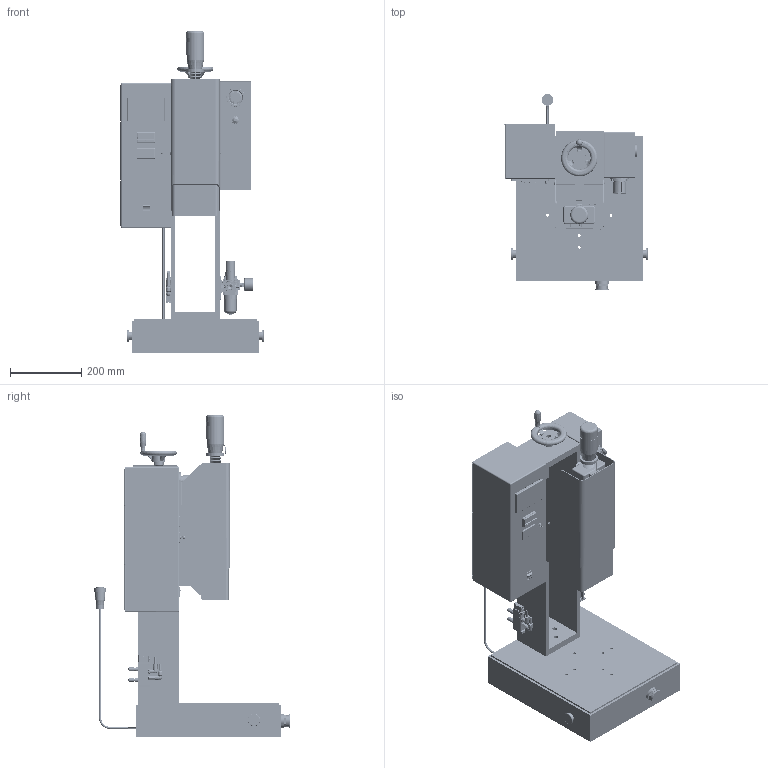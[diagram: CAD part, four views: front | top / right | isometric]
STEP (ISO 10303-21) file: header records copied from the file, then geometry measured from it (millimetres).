
FILE_DESCRIPTION(('', 'CAx-IF Rec.Pracs.---Representation and Presentation of Product Manufacturing Information (PMI)---4.0---2014-10-13'),'2;1');
FILE_NAME('VB3 VERTEX BASIC - EMAIL.STP', '2024-03-01T13:53:34',(''), (''), 'Kubotek Kosmos Version 5.3.13691.13691', 'KeyCreator Pro', '');
FILE_SCHEMA(('AP242_MANAGED_MODEL_BASED_3D_ENGINEERING_MIM_LF { 1 0 10303 442 4 1 4 }'));
Length unit declared in the file: inch
Bounding box: 400.34 x 547.61 x 900.54 mm (x, y, z)
Volume: 20820785.6 mm3; surface area: 2843918.1 mm2
Topology: 23 solids, 132 shells, 4876 faces, 12581 edges, 8156 vertices
Faces by surface type: plane 2650, cylinder 1076, cone 663, bspline 258, torus 187, sphere 42
Full cylindrical faces by diameter (mm): 1.27 x8, 1.981 x8, 2 x1, 2.261 x1, 2.362 x30, 2.388 x2, 2.438 x1, 2.6 x2, 2.8 x1, 2.845 x1, 2.9 x1, 3 x5, 3.05 x1, 3.175 x6, 3.2 x2, 3.429 x4, 3.454 x2, 3.5 x1, 3.8 x1, 3.81 x1, 3.9 x1, 4.039 x6, 4.3 x1, 4.366 x4, 4.42 x1, 4.445 x1, 4.5 x1, 4.762 x1, 4.775 x1, 4.826 x2
Entity records: 216711 total; most frequent: CARTESIAN_POINT 81421, ORIENTED_EDGE 24674, DIRECTION 24212, GENERAL_PROPERTY 14898, EDGE_CURVE 12544, AXIS2_PLACEMENT_3D 8197, VERTEX_POINT 8144, VECTOR 7818
